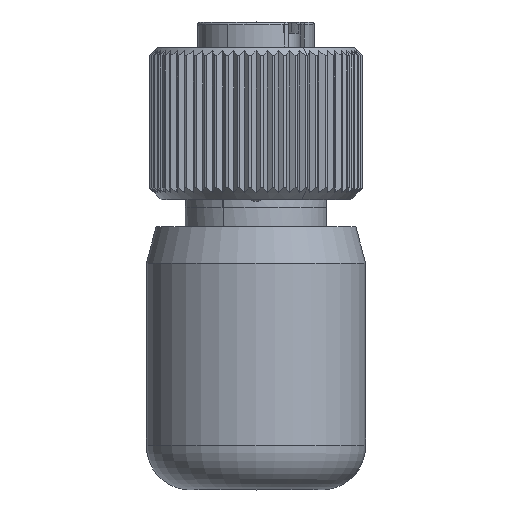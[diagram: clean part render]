
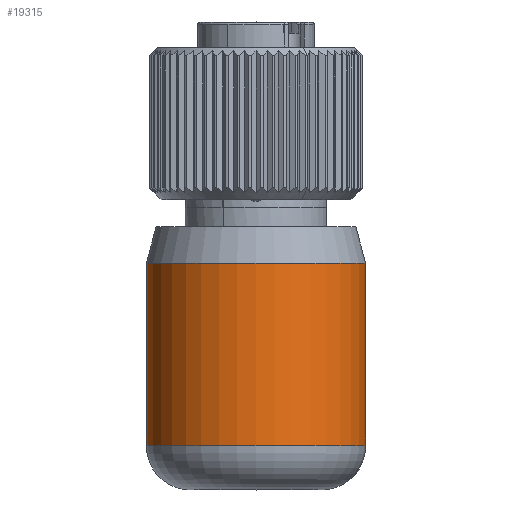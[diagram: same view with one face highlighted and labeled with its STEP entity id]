
A CAD part, top view. The second image highlights one B-rep face of the part: STEP entity #19315.
In plain terms, the highlighted cylindrical face has radius 7.5 mm (diameter 15 mm), a partial arc.
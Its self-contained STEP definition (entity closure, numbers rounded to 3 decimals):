
#18787=AXIS2_PLACEMENT_3D('Cylinder Axis2P3D',#18784,#18785,#18786) ;
#19301=AXIS2_PLACEMENT_3D('Circle Axis2P3D',#19299,#19300,$) ;
#19306=AXIS2_PLACEMENT_3D('Circle Axis2P3D',#19304,#19305,$) ;
#18784=CARTESIAN_POINT('Axis2P3D Location',(7.5,7.5,177.)) ;
#18793=CARTESIAN_POINT('Vertex',(0.,3.,177.)) ;
#18798=CARTESIAN_POINT('Line Origine',(0.,7.5,177.)) ;
#18802=CARTESIAN_POINT('Vertex',(0.,15.5,177.)) ;
#18809=CARTESIAN_POINT('Vertex',(15.,15.5,177.)) ;
#18812=CARTESIAN_POINT('Line Origine',(15.,7.5,177.)) ;
#18816=CARTESIAN_POINT('Vertex',(15.,3.,177.)) ;
#19299=CARTESIAN_POINT('Axis2P3D Location',(7.5,3.,177.)) ;
#19304=CARTESIAN_POINT('Axis2P3D Location',(7.5,15.5,177.)) ;
#18785=DIRECTION('Axis2P3D Direction',(0.,-1.,0.)) ;
#18786=DIRECTION('Axis2P3D XDirection',(-1.,0.,0.)) ;
#18799=DIRECTION('Vector Direction',(0.,-1.,0.)) ;
#18813=DIRECTION('Vector Direction',(0.,-1.,0.)) ;
#19300=DIRECTION('Axis2P3D Direction',(0.,-1.,0.)) ;
#19305=DIRECTION('Axis2P3D Direction',(0.,-1.,0.)) ;
#18800=VECTOR('Line Direction',#18799,1.) ;
#18814=VECTOR('Line Direction',#18813,1.) ;
#19310=ORIENTED_EDGE('',*,*,#18804,.T.) ;
#19311=ORIENTED_EDGE('',*,*,#19303,.F.) ;
#19312=ORIENTED_EDGE('',*,*,#18818,.F.) ;
#19313=ORIENTED_EDGE('',*,*,#19308,.T.) ;
#19315=ADVANCED_FACE('Hauptk\X2\00F6\X0\rper',(#19314),#18788,.T.) ;
#19302=CIRCLE('generated circle',#19301,7.5) ;
#19307=CIRCLE('generated circle',#19306,7.5) ;
#18788=CYLINDRICAL_SURFACE('generated cylinder',#18787,7.5) ;
#18804=EDGE_CURVE('',#18803,#18794,#18801,.T.) ;
#18818=EDGE_CURVE('',#18810,#18817,#18815,.T.) ;
#19303=EDGE_CURVE('',#18817,#18794,#19302,.T.) ;
#19308=EDGE_CURVE('',#18810,#18803,#19307,.T.) ;
#19309=EDGE_LOOP('',(#19310,#19311,#19312,#19313)) ;
#19314=FACE_OUTER_BOUND('',#19309,.T.) ;
#18801=LINE('Line',#18798,#18800) ;
#18815=LINE('Line',#18812,#18814) ;
#18794=VERTEX_POINT('',#18793) ;
#18803=VERTEX_POINT('',#18802) ;
#18810=VERTEX_POINT('',#18809) ;
#18817=VERTEX_POINT('',#18816) ;
